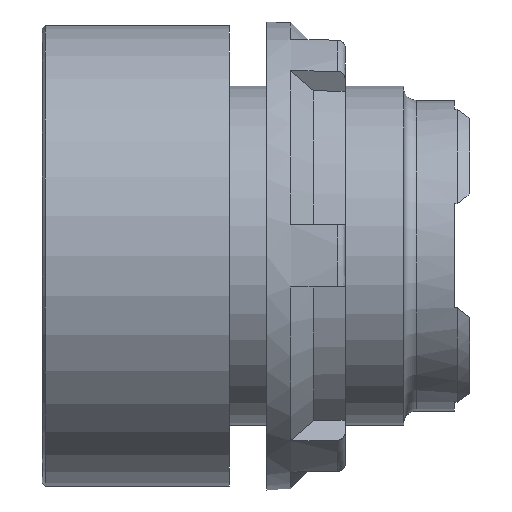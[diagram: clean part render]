
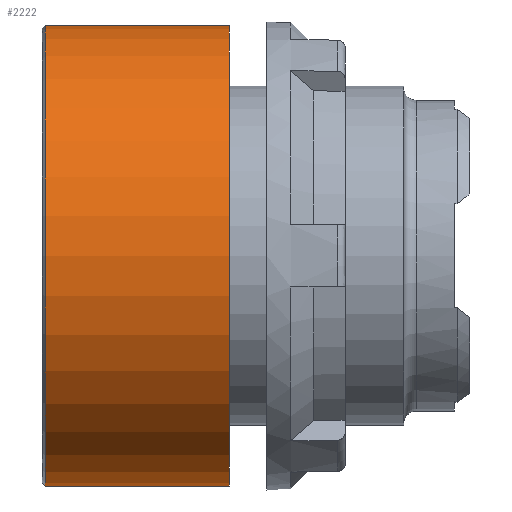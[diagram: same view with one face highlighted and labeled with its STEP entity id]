
A CAD part, left-side view. The second image highlights one B-rep face of the part: STEP entity #2222.
In plain terms, the highlighted cylindrical face has radius 14.75 mm (diameter 29.5 mm), a full revolution.
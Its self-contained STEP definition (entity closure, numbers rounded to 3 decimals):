
#512=ORIENTED_EDGE('',*,*,#1073,.F.);
#513=ORIENTED_EDGE('',*,*,#1072,.T.);
#1072=EDGE_CURVE('',#1351,#1351,#1511,.T.);
#1073=EDGE_CURVE('',#1352,#1352,#1512,.T.);
#1351=VERTEX_POINT('',#3348);
#1352=VERTEX_POINT('',#3351);
#1511=CIRCLE('',#2396,14.75);
#1512=CIRCLE('',#2398,14.75);
#1615=EDGE_LOOP('',(#512));
#1616=EDGE_LOOP('',(#513));
#1756=FACE_BOUND('',#1615,.T.);
#1757=FACE_BOUND('',#1616,.T.);
#1873=CYLINDRICAL_SURFACE('',#2397,14.75);
#2222=ADVANCED_FACE('',(#1756,#1757),#1873,.T.);
#2396=AXIS2_PLACEMENT_3D('',#3347,#2727,#2728);
#2397=AXIS2_PLACEMENT_3D('',#3349,#2729,#2730);
#2398=AXIS2_PLACEMENT_3D('',#3350,#2731,#2732);
#2727=DIRECTION('',(1.,0.,0.));
#2728=DIRECTION('',(0.,0.,-1.));
#2729=DIRECTION('',(1.,0.,0.));
#2730=DIRECTION('',(0.,0.,-1.));
#2731=DIRECTION('',(1.,0.,0.));
#2732=DIRECTION('',(0.,0.,-1.));
#3347=CARTESIAN_POINT('',(-11.8,0.,0.));
#3348=CARTESIAN_POINT('',(-11.8,0.,-14.75));
#3349=CARTESIAN_POINT('',(11.4,0.,0.));
#3350=CARTESIAN_POINT('',(0.,0.,0.));
#3351=CARTESIAN_POINT('',(0.,0.,-14.75));
